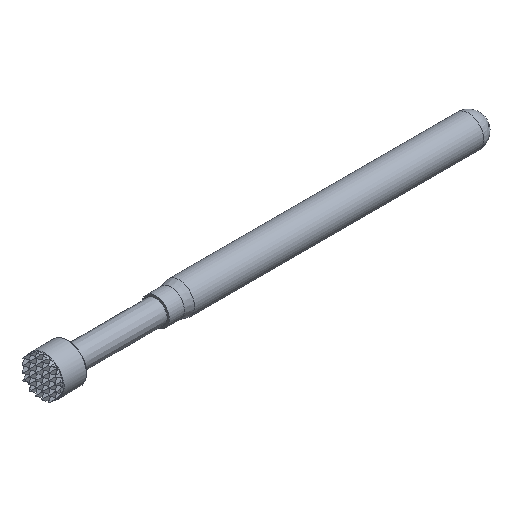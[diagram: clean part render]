
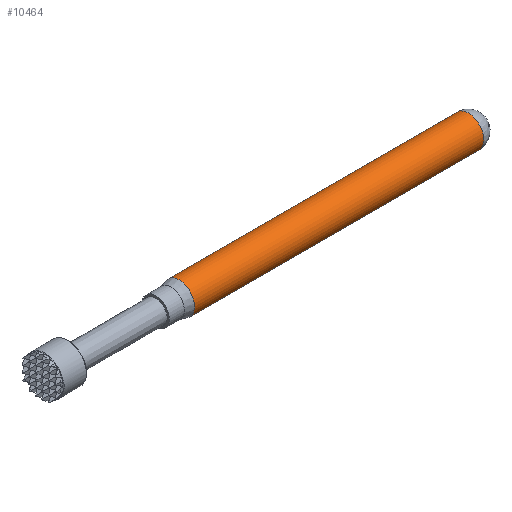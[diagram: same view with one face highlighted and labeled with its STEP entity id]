
A CAD part, isometric view. The second image highlights one B-rep face of the part: STEP entity #10464.
In plain terms, the highlighted cylindrical face has radius 1.175 mm (diameter 2.349 mm), a full revolution.
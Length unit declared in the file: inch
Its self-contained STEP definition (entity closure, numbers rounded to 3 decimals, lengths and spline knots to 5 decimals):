
#131 = CYLINDRICAL_SURFACE ( 'NONE', #8052, 0.04625 ) ;
#283 = EDGE_LOOP ( 'NONE', ( #13244 ) ) ;
#502 = ORIENTED_EDGE ( 'NONE', *, *, #6782, .T. ) ;
#1013 = DIRECTION ( 'NONE',  ( -1., 0., 0. ) ) ;
#1200 = VERTEX_POINT ( 'NONE', #7813 ) ;
#2269 = DIRECTION ( 'NONE',  ( 0., 0., 1. ) ) ;
#2626 = DIRECTION ( 'NONE',  ( 1., 0., 0. ) ) ;
#2760 = DIRECTION ( 'NONE',  ( 0., 0., 1. ) ) ;
#4210 = VERTEX_POINT ( 'NONE', #14095 ) ;
#6410 = CARTESIAN_POINT ( 'NONE',  ( 0.06991, 0., 0. ) ) ;
#6719 = AXIS2_PLACEMENT_3D ( 'NONE', #6410, #2626, #11590 ) ;
#6782 = EDGE_CURVE ( 'NONE', #4210, #4210, #8254, .T. ) ;
#7813 = CARTESIAN_POINT ( 'NONE',  ( 0.06991, 0., -0.04625 ) ) ;
#8052 = AXIS2_PLACEMENT_3D ( 'NONE', #11234, #16364, #2760 ) ;
#8251 = EDGE_CURVE ( 'NONE', #1200, #1200, #12212, .T. ) ;
#8254 = CIRCLE ( 'NONE', #13868, 0.04625 ) ;
#10135 = FACE_OUTER_BOUND ( 'NONE', #283, .T. ) ;
#10464 = ADVANCED_FACE ( 'NONE', ( #10135, #16467 ), #131, .T. ) ;
#11065 = CARTESIAN_POINT ( 'NONE',  ( 0.93417, 0., 0. ) ) ;
#11234 = CARTESIAN_POINT ( 'NONE',  ( 0., 0., 0. ) ) ;
#11590 = DIRECTION ( 'NONE',  ( 0., 0., -1. ) ) ;
#12212 = CIRCLE ( 'NONE', #6719, 0.04625 ) ;
#13244 = ORIENTED_EDGE ( 'NONE', *, *, #8251, .T. ) ;
#13805 = EDGE_LOOP ( 'NONE', ( #502 ) ) ;
#13868 = AXIS2_PLACEMENT_3D ( 'NONE', #11065, #1013, #2269 ) ;
#14095 = CARTESIAN_POINT ( 'NONE',  ( 0.93417, 0., 0.04625 ) ) ;
#16364 = DIRECTION ( 'NONE',  ( -1., 0., 0. ) ) ;
#16467 = FACE_OUTER_BOUND ( 'NONE', #13805, .T. ) ;
